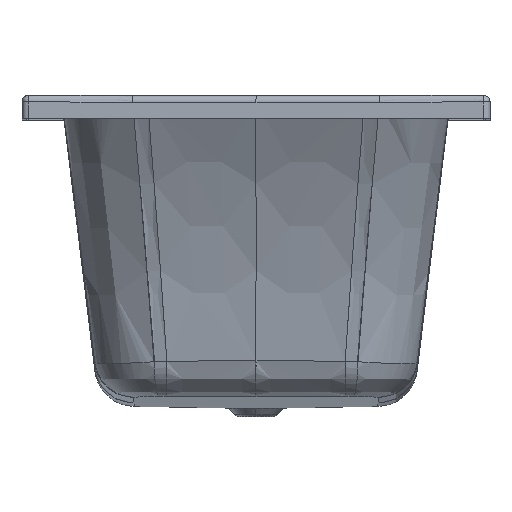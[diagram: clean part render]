
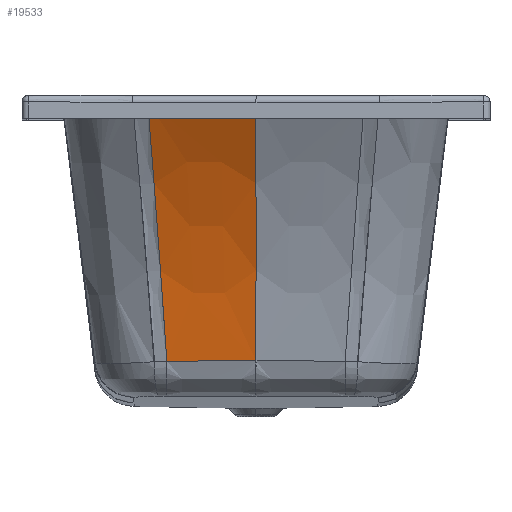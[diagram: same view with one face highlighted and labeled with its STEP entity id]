
A CAD part, top view. The second image highlights one B-rep face of the part: STEP entity #19533.
In plain terms, the highlighted free-form (B-spline) face has degree [3, 3] with [7, 4] control points.
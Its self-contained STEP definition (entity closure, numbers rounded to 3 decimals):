
#4091=CARTESIAN_POINT('',(-162.124,-8.842,
688.554));
#4092=CARTESIAN_POINT('',(-143.597,-8.843,
688.542));
#4093=CARTESIAN_POINT('',(-106.884,-8.844,
688.523));
#4094=CARTESIAN_POINT('',(-52.844,-8.845,
688.505));
#4095=CARTESIAN_POINT('',(-17.501,-8.845,
688.5));
#4096=CARTESIAN_POINT('',(0.,-8.845,688.5));
#5198=CARTESIAN_POINT('',(-133.257,-397.386,
561.064));
#5212=CARTESIAN_POINT('',(0.,-8.845,688.5));
#5213=CARTESIAN_POINT('',(0.,-38.259,671.029));
#5214=CARTESIAN_POINT('',(0.,-99.137,
639.186));
#5215=CARTESIAN_POINT('',(0.,-195.172,
601.552));
#5216=CARTESIAN_POINT('',(0.,-294.851,
574.525));
#5217=CARTESIAN_POINT('',(0.,-362.851,
563.821));
#5218=CARTESIAN_POINT('',(0.,-397.017,
560.33));
#5220=CARTESIAN_POINT('',(-133.257,-397.386,
561.064));
#5221=CARTESIAN_POINT('',(-121.796,-397.326,
560.944));
#5222=CARTESIAN_POINT('',(-99.14,-397.221,
560.733));
#5223=CARTESIAN_POINT('',(-66.287,-397.107,
560.506));
#5224=CARTESIAN_POINT('',(-33.569,-397.035,
560.364));
#5225=CARTESIAN_POINT('',(-11.242,-397.017,
560.33));
#5226=CARTESIAN_POINT('',(0.,-397.017,
560.33));
#5228=CARTESIAN_POINT('',(-133.257,-397.386,
561.064));
#5229=CARTESIAN_POINT('',(-135.647,-363.248,
564.9));
#5230=CARTESIAN_POINT('',(-140.453,-295.33,
576.091));
#5231=CARTESIAN_POINT('',(-147.673,-195.673,
603.246));
#5232=CARTESIAN_POINT('',(-154.877,-99.532,
640.395));
#5233=CARTESIAN_POINT('',(-159.701,-38.418,
671.531));
#5234=CARTESIAN_POINT('',(-162.124,-8.842,
688.554));
#6784=CARTESIAN_POINT('',(-162.124,-8.842,
688.554));
#6786=VERTEX_POINT('',#6784);
#6913=VERTEX_POINT('',#5212);
#6914=VERTEX_POINT('',#5218);
#6954=VERTEX_POINT('',#5198);
#19496=CARTESIAN_POINT('',(-164.045,-5.224,
690.647));
#19497=CARTESIAN_POINT('',(-108.822,-5.274,
690.627));
#19498=CARTESIAN_POINT('',(-53.599,-5.302,
690.615));
#19499=CARTESIAN_POINT('',(1.624,-5.302,
690.616));
#19500=CARTESIAN_POINT('',(-161.496,-35.934,
672.81));
#19501=CARTESIAN_POINT('',(-107.129,-35.86,
672.489));
#19502=CARTESIAN_POINT('',(-52.764,-35.818,
672.305));
#19503=CARTESIAN_POINT('',(1.599,-35.819,
672.308));
#19504=CARTESIAN_POINT('',(-156.524,-98.236,
640.922));
#19505=CARTESIAN_POINT('',(-103.833,-97.991,
640.132));
#19506=CARTESIAN_POINT('',(-51.142,-97.851,
639.68));
#19507=CARTESIAN_POINT('',(1.55,-97.854,
639.689));
#19508=CARTESIAN_POINT('',(-149.15,-195.682,
603.278));
#19509=CARTESIAN_POINT('',(-98.944,-195.355,
602.172));
#19510=CARTESIAN_POINT('',(-48.736,-195.168,
601.54));
#19511=CARTESIAN_POINT('',(1.477,-195.172,
601.552));
#19512=CARTESIAN_POINT('',(-141.761,-296.666,
575.759));
#19513=CARTESIAN_POINT('',(-94.042,-296.383,
574.73));
#19514=CARTESIAN_POINT('',(-46.321,-296.222,
574.141));
#19515=CARTESIAN_POINT('',(1.404,-296.225,
574.153));
#19516=CARTESIAN_POINT('',(-136.809,-365.968,
564.477));
#19517=CARTESIAN_POINT('',(-90.754,-365.773,
563.775));
#19518=CARTESIAN_POINT('',(-44.699,-365.661,
563.374));
#19519=CARTESIAN_POINT('',(1.355,-365.663,
563.382));
#19520=CARTESIAN_POINT('',(-134.3,-401.484,
560.626));
#19521=CARTESIAN_POINT('',(-89.089,-401.34,
560.165));
#19522=CARTESIAN_POINT('',(-43.879,-401.258,
559.9));
#19523=CARTESIAN_POINT('',(1.33,-401.259,
559.906));
#19524=B_SPLINE_SURFACE_WITH_KNOTS('',3,3,((#19496,#19497,#19498,#19499),
(#19500,#19501,#19502,#19503),(#19504,#19505,#19506,#19507),(#19508,#19509,
#19510,#19511),(#19512,#19513,#19514,#19515),(#19516,#19517,#19518,#19519),(
#19520,#19521,#19522,#19523)),.UNSPECIFIED.,.F.,.F.,.F.,(4,1,1,1,4),(4,4),(
-0.002,0.221,0.437,0.652,
0.877),(0.823,1.002),.UNSPECIFIED.);
#19526=ORIENTED_EDGE('',*,*,#19525,.T.);
#19528=ORIENTED_EDGE('',*,*,#19527,.F.);
#19529=ORIENTED_EDGE('',*,*,#19491,.T.);
#19530=ORIENTED_EDGE('',*,*,#16865,.T.);
#19531=EDGE_LOOP('',(#19526,#19528,#19529,#19530));
#19532=FACE_OUTER_BOUND('',#19531,.F.);
#19533=ADVANCED_FACE('',(#19532),#19524,.T.);
#4097=B_SPLINE_CURVE_WITH_KNOTS('',3,(#4091,#4092,#4093,#4094,#4095,#4096),
.UNSPECIFIED.,.F.,.F.,(4,1,1,4),(0.,0.333,0.667,1.),
.UNSPECIFIED.);
#5219=B_SPLINE_CURVE_WITH_KNOTS('',3,(#5212,#5213,#5214,#5215,#5216,#5217,
#5218),.UNSPECIFIED.,.F.,.F.,(4,1,1,1,4),(0.,0.249,
0.5,0.75,1.),.UNSPECIFIED.);
#5227=B_SPLINE_CURVE_WITH_KNOTS('',3,(#5220,#5221,#5222,#5223,#5224,#5225,
#5226),.UNSPECIFIED.,.F.,.F.,(4,1,1,1,4),(0.,0.25,0.5,0.75,1.),
.UNSPECIFIED.);
#5235=B_SPLINE_CURVE_WITH_KNOTS('',3,(#5228,#5229,#5230,#5231,#5232,#5233,
#5234),.UNSPECIFIED.,.F.,.F.,(4,1,1,1,4),(0.,0.25,
0.501,0.751,1.),.UNSPECIFIED.);
#16865=EDGE_CURVE('',#6786,#6913,#4097,.T.);
#19491=EDGE_CURVE('',#6954,#6786,#5235,.T.);
#19525=EDGE_CURVE('',#6913,#6914,#5219,.T.);
#19527=EDGE_CURVE('',#6954,#6914,#5227,.T.);
